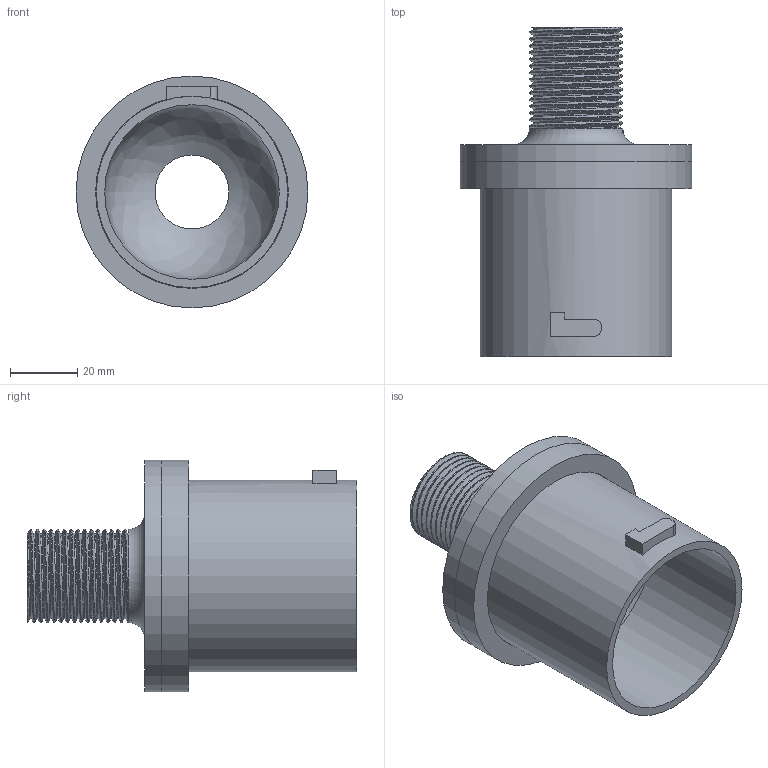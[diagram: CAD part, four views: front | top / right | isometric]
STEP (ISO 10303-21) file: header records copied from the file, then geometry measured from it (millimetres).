
FILE_DESCRIPTION(/* description */ (''),/* implementation_level */ '2;1');
FILE_NAME(/* name */ 'Cyclone Excenter v11.stp',/* time_stamp */ '2022-09-22T11:49:33+02:00',/* author */ (''),/* organization */ (''),/* preprocessor_version */ 'ST-DEVELOPER v19',/* originating_system */ 'Autodesk Translation Framework v11.7.0.108',/* authorisation */ '');
FILE_SCHEMA (('AUTOMOTIVE_DESIGN { 1 0 10303 214 3 1 1 }'));
Length unit declared in the file: millimetre
Products named in the file (1): Cyclone - Excenter
Bounding box: 69 x 98 x 69 mm (x, y, z)
Volume: 71251.9 mm3; surface area: 38781.4 mm2
Topology: 2 solids, 2 shells, 58 faces, 150 edges, 99 vertices
Faces by surface type: cylinder 40, plane 14, bspline 3, torus 1
Full cylindrical faces by diameter (mm): 22 x1, 25.529 x14, 27.822 x14, 52 x1, 57 x1, 57.4 x1, 69 x2
Entity records: 5479 total; most frequent: CARTESIAN_POINT 4140, ORIENTED_EDGE 300, DIRECTION 219, EDGE_CURVE 150, VERTEX_POINT 99, AXIS2_PLACEMENT_3D 83, B_SPLINE_CURVE_WITH_KNOTS 70, EDGE_LOOP 65
